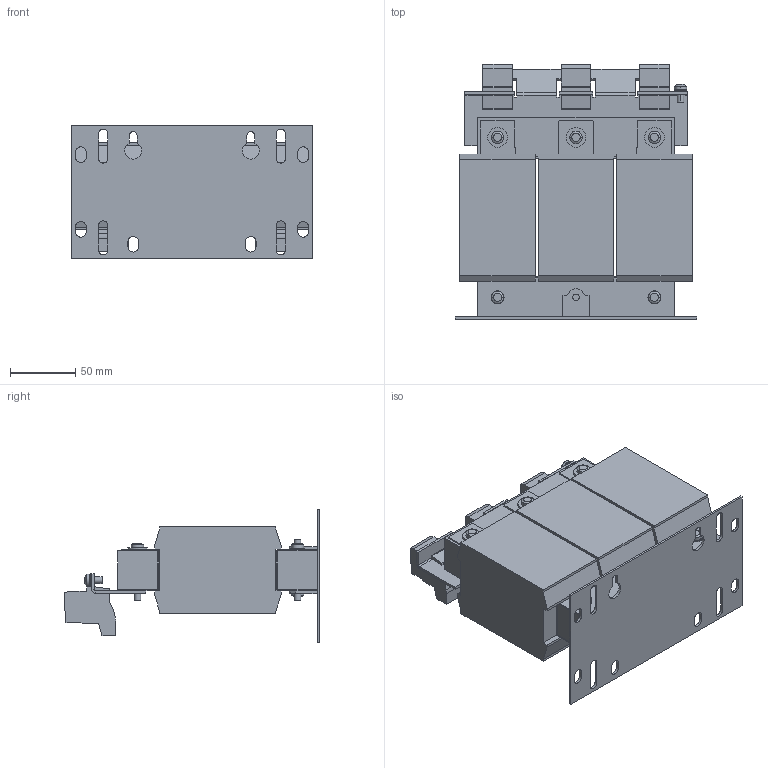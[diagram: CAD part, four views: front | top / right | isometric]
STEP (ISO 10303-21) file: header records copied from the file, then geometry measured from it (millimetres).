
FILE_DESCRIPTION (( 'STEP AP214' ), '1' );
FILE_NAME ('213004.STEP', '2020-05-29T00:04:25', ( '' ), ( '' ), 'SwSTEP 2.0', 'SolidWorks 2018', '' );
FILE_SCHEMA (( 'AUTOMOTIVE_DESIGN' ));
Length unit declared in the file: millimetre
Products named in the file (1): 213004
Bounding box: 185 x 195.4 x 102 mm (x, y, z)
Volume: 1482076.3 mm3; surface area: 185712.9 mm2
Topology: 1 solids, 1 shells, 603 faces, 1614 edges, 1043 vertices
Faces by surface type: plane 459, cylinder 119, sphere 14, cone 6, torus 5
Entity records: 18694 total; most frequent: CARTESIAN_POINT 3307, ORIENTED_EDGE 3224, DIRECTION 3120, EDGE_CURVE 1612, VECTOR 1280, LINE 1280, VERTEX_POINT 1043, AXIS2_PLACEMENT_3D 920
